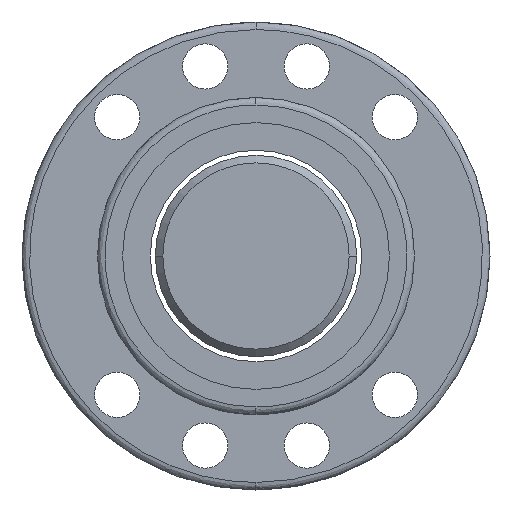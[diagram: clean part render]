
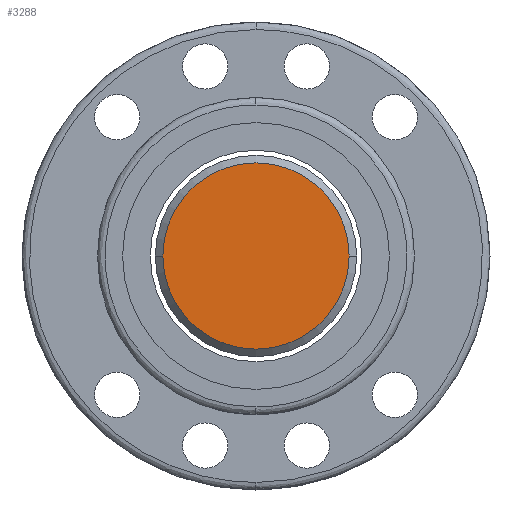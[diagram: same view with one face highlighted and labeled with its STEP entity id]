
A CAD part, left-side view. The second image highlights one B-rep face of the part: STEP entity #3288.
In plain terms, the highlighted planar face has unit normal (-1, 0, 0).
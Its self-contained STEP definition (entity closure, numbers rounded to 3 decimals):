
#1090 = EDGE_CURVE ( 'NONE', #18440, #12943, #5358, .T. ) ;
#3288 = ADVANCED_FACE ( 'NONE', ( #10835 ), #19242, .T. ) ;
#5033 = AXIS2_PLACEMENT_3D ( 'NONE', #7165, #13119, #19127 ) ;
#5358 = CIRCLE ( 'NONE', #20216, 18.5 ) ;
#7165 = CARTESIAN_POINT ( 'NONE',  ( -205., 0., 0. ) ) ;
#10835 = FACE_OUTER_BOUND ( 'NONE', #17644, .T. ) ;
#11407 = CIRCLE ( 'NONE', #5033, 18.5 ) ;
#12120 = DIRECTION ( 'NONE',  ( 1., 0., 0. ) ) ;
#12509 = CARTESIAN_POINT ( 'NONE',  ( -205., -18.5, 0. ) ) ;
#12943 = VERTEX_POINT ( 'NONE', #12509 ) ;
#13119 = DIRECTION ( 'NONE',  ( 1., 0., 0. ) ) ;
#14765 = ORIENTED_EDGE ( 'NONE', *, *, #1090, .F. ) ;
#15037 = AXIS2_PLACEMENT_3D ( 'NONE', #15154, #21232, #25131 ) ;
#15154 = CARTESIAN_POINT ( 'NONE',  ( -205., 10., 0. ) ) ;
#17644 = EDGE_LOOP ( 'NONE', ( #14765, #21271 ) ) ;
#18440 = VERTEX_POINT ( 'NONE', #19704 ) ;
#19127 = DIRECTION ( 'NONE',  ( 0., 1., 0. ) ) ;
#19242 = PLANE ( 'NONE',  #15037 ) ;
#19704 = CARTESIAN_POINT ( 'NONE',  ( -205., 18.5, 0. ) ) ;
#19774 = CARTESIAN_POINT ( 'NONE',  ( -205., 0., 0. ) ) ;
#19935 = DIRECTION ( 'NONE',  ( 0., 1., 0. ) ) ;
#20216 = AXIS2_PLACEMENT_3D ( 'NONE', #19774, #12120, #19935 ) ;
#21232 = DIRECTION ( 'NONE',  ( -1., 0., 0. ) ) ;
#21271 = ORIENTED_EDGE ( 'NONE', *, *, #23493, .F. ) ;
#23493 = EDGE_CURVE ( 'NONE', #12943, #18440, #11407, .T. ) ;
#25131 = DIRECTION ( 'NONE',  ( 0., 0., 1. ) ) ;
